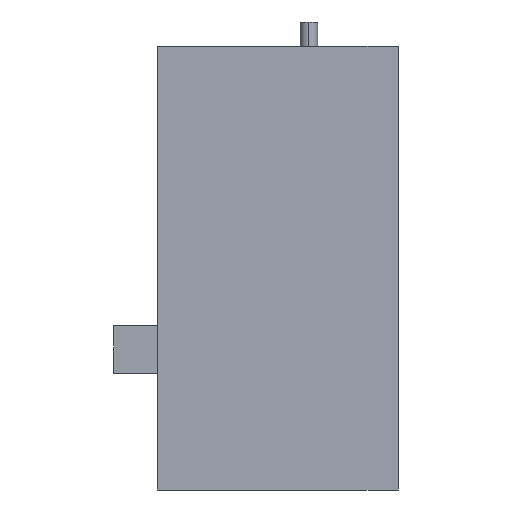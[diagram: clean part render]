
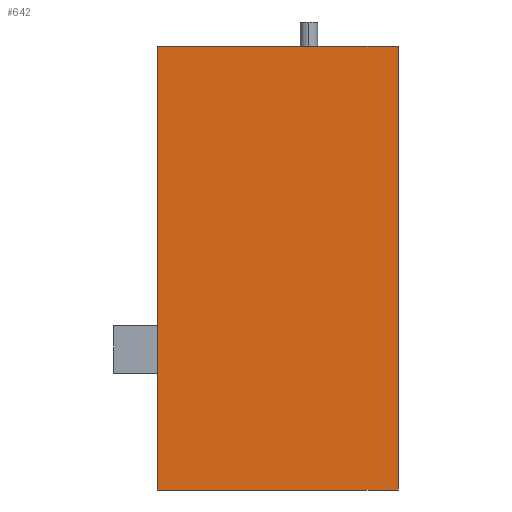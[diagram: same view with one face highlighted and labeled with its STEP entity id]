
A CAD part, left-side view. The second image highlights one B-rep face of the part: STEP entity #642.
In plain terms, the highlighted planar face has unit normal (-1, 0, 0).
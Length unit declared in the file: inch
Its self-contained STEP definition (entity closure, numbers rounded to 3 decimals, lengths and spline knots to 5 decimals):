
#2 = VECTOR ( 'NONE', #596, 39.37008 ) ;
#11 = EDGE_CURVE ( 'NONE', #294, #735, #315, .T. ) ;
#14 = VECTOR ( 'NONE', #448, 39.37008 ) ;
#26 = DIRECTION ( 'NONE',  ( 0., 0., -1. ) ) ;
#29 = CARTESIAN_POINT ( 'NONE',  ( -0.145, 0., 0.5715 ) ) ;
#99 = LINE ( 'NONE', #490, #218 ) ;
#151 = DIRECTION ( 'NONE',  ( 0., -1., 0. ) ) ;
#171 = FACE_OUTER_BOUND ( 'NONE', #212, .T. ) ;
#198 = CARTESIAN_POINT ( 'NONE',  ( -0.145, 0.62, -0.5715 ) ) ;
#209 = EDGE_CURVE ( 'NONE', #356, #735, #272, .T. ) ;
#212 = EDGE_LOOP ( 'NONE', ( #220, #791, #585, #453 ) ) ;
#218 = VECTOR ( 'NONE', #151, 39.37008 ) ;
#220 = ORIENTED_EDGE ( 'NONE', *, *, #11, .T. ) ;
#234 = PLANE ( 'NONE',  #459 ) ;
#240 = LINE ( 'NONE', #268, #2 ) ;
#268 = CARTESIAN_POINT ( 'NONE',  ( -0.145, 0.62, 0.5715 ) ) ;
#272 = LINE ( 'NONE', #710, #14 ) ;
#294 = VERTEX_POINT ( 'NONE', #857 ) ;
#298 = CARTESIAN_POINT ( 'NONE',  ( -0.145, 0.62, 0.5715 ) ) ;
#315 = LINE ( 'NONE', #29, #502 ) ;
#320 = EDGE_CURVE ( 'NONE', #377, #356, #240, .T. ) ;
#356 = VERTEX_POINT ( 'NONE', #598 ) ;
#377 = VERTEX_POINT ( 'NONE', #198 ) ;
#380 = CARTESIAN_POINT ( 'NONE',  ( -0.145, 0., 0.5715 ) ) ;
#448 = DIRECTION ( 'NONE',  ( 0., -1., 0. ) ) ;
#453 = ORIENTED_EDGE ( 'NONE', *, *, #587, .T. ) ;
#459 = AXIS2_PLACEMENT_3D ( 'NONE', #298, #759, #26 ) ;
#490 = CARTESIAN_POINT ( 'NONE',  ( -0.145, 0.62, -0.5715 ) ) ;
#502 = VECTOR ( 'NONE', #692, 39.37008 ) ;
#585 = ORIENTED_EDGE ( 'NONE', *, *, #320, .F. ) ;
#587 = EDGE_CURVE ( 'NONE', #377, #294, #99, .T. ) ;
#596 = DIRECTION ( 'NONE',  ( 0., 0., 1. ) ) ;
#598 = CARTESIAN_POINT ( 'NONE',  ( -0.145, 0.62, 0.5715 ) ) ;
#642 = ADVANCED_FACE ( 'NONE', ( #171 ), #234, .F. ) ;
#692 = DIRECTION ( 'NONE',  ( 0., 0., 1. ) ) ;
#710 = CARTESIAN_POINT ( 'NONE',  ( -0.145, 0.62, 0.5715 ) ) ;
#735 = VERTEX_POINT ( 'NONE', #380 ) ;
#759 = DIRECTION ( 'NONE',  ( 1., 0., 0. ) ) ;
#791 = ORIENTED_EDGE ( 'NONE', *, *, #209, .F. ) ;
#857 = CARTESIAN_POINT ( 'NONE',  ( -0.145, 0., -0.5715 ) ) ;
